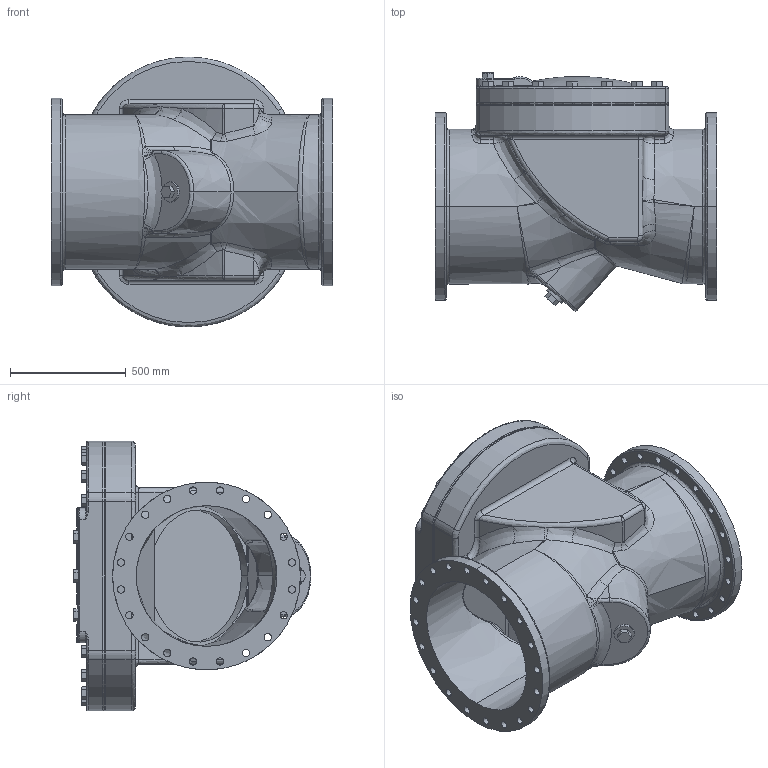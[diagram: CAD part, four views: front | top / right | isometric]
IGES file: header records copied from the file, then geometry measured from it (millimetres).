
Start section: SolidWorks IGES file using analytic representation for surfaces
Global section: file name: Class 150-Flex_Check-24 inch.IGS; native system: SolidWorks 2014; preprocessor: SolidWorks 2014; author: ekkiuser; date: 161123.105658; units: inch
Bounding box: 1219.2 x 1029.83 x 1168.4 mm (x, y, z)
Volume: 245426821.8 mm3; surface area: 12648788 mm2
Topology: 27 solids, 28 shells, 1123 faces, 2691 edges, 1583 vertices
Faces by surface type: revolution 703, plane 265, bspline 155
